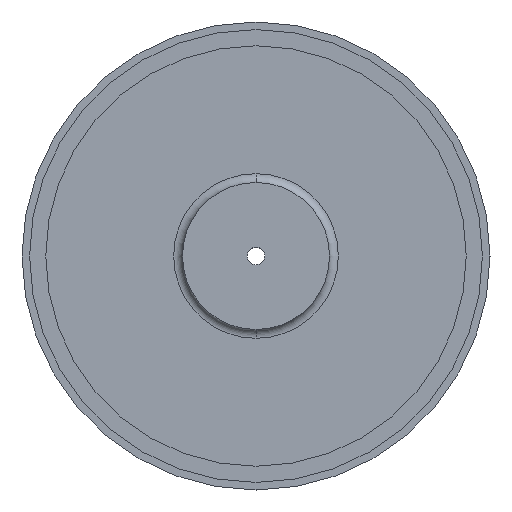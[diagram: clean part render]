
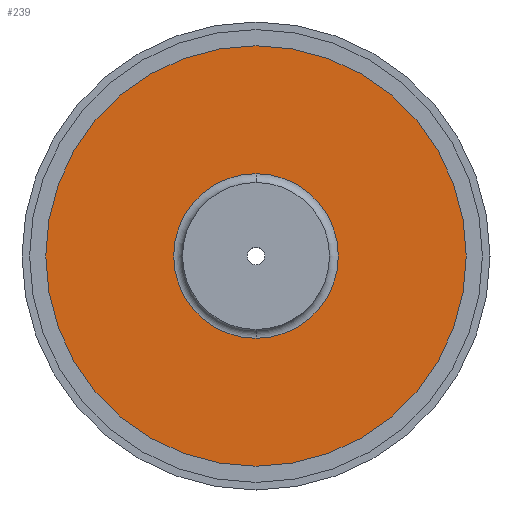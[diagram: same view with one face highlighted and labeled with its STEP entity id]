
A CAD part, front view. The second image highlights one B-rep face of the part: STEP entity #239.
In plain terms, the highlighted planar face has unit normal (0, -1, 0).
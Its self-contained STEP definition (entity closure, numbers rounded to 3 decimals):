
#5 = CARTESIAN_POINT ( 'NONE',  ( 0., 12.5, 0. ) ) ;
#8 = AXIS2_PLACEMENT_3D ( 'NONE', #197, #683, #339 ) ;
#14 = CARTESIAN_POINT ( 'NONE',  ( 0., 12.5, 0. ) ) ;
#157 = ORIENTED_EDGE ( 'NONE', *, *, #333, .T. ) ;
#194 = EDGE_CURVE ( 'NONE', #839, #686, #669, .T. ) ;
#197 = CARTESIAN_POINT ( 'NONE',  ( 0., 12.5, 0. ) ) ;
#224 = VERTEX_POINT ( 'NONE', #831 ) ;
#231 = CARTESIAN_POINT ( 'NONE',  ( 0., 12.5, -28. ) ) ;
#239 = ADVANCED_FACE ( 'NONE', ( #699, #768 ), #499, .T. ) ;
#266 = CARTESIAN_POINT ( 'NONE',  ( 0., 12.5, 0. ) ) ;
#287 = CIRCLE ( 'NONE', #302, 71.5 ) ;
#302 = AXIS2_PLACEMENT_3D ( 'NONE', #14, #860, #721 ) ;
#333 = EDGE_CURVE ( 'NONE', #406, #224, #365, .T. ) ;
#337 = AXIS2_PLACEMENT_3D ( 'NONE', #5, #413, #488 ) ;
#339 = DIRECTION ( 'NONE',  ( 0., 0., -1. ) ) ;
#358 = CARTESIAN_POINT ( 'NONE',  ( 28., 12.5, 0. ) ) ;
#365 = CIRCLE ( 'NONE', #337, 71.5 ) ;
#402 = ORIENTED_EDGE ( 'NONE', *, *, #870, .T. ) ;
#405 = DIRECTION ( 'NONE',  ( 0., -1., 0. ) ) ;
#406 = VERTEX_POINT ( 'NONE', #516 ) ;
#413 = DIRECTION ( 'NONE',  ( 0., -1., 0. ) ) ;
#417 = DIRECTION ( 'NONE',  ( 0., 0., -1. ) ) ;
#469 = ORIENTED_EDGE ( 'NONE', *, *, #664, .F. ) ;
#488 = DIRECTION ( 'NONE',  ( 0., 0., -1. ) ) ;
#499 = PLANE ( 'NONE',  #879 ) ;
#514 = EDGE_LOOP ( 'NONE', ( #157, #402 ) ) ;
#516 = CARTESIAN_POINT ( 'NONE',  ( 0., 12.5, -71.5 ) ) ;
#569 = ORIENTED_EDGE ( 'NONE', *, *, #194, .F. ) ;
#624 = AXIS2_PLACEMENT_3D ( 'NONE', #266, #405, #824 ) ;
#664 = EDGE_CURVE ( 'NONE', #686, #839, #759, .T. ) ;
#669 = CIRCLE ( 'NONE', #624, 28. ) ;
#683 = DIRECTION ( 'NONE',  ( 0., -1., 0. ) ) ;
#686 = VERTEX_POINT ( 'NONE', #840 ) ;
#689 = DIRECTION ( 'NONE',  ( 0., -1., 0. ) ) ;
#699 = FACE_OUTER_BOUND ( 'NONE', #514, .T. ) ;
#721 = DIRECTION ( 'NONE',  ( 0., 0., -1. ) ) ;
#759 = CIRCLE ( 'NONE', #8, 28. ) ;
#768 = FACE_BOUND ( 'NONE', #784, .T. ) ;
#784 = EDGE_LOOP ( 'NONE', ( #569, #469 ) ) ;
#824 = DIRECTION ( 'NONE',  ( 0., 0., -1. ) ) ;
#831 = CARTESIAN_POINT ( 'NONE',  ( 0., 12.5, 71.5 ) ) ;
#839 = VERTEX_POINT ( 'NONE', #231 ) ;
#840 = CARTESIAN_POINT ( 'NONE',  ( 0., 12.5, 28. ) ) ;
#860 = DIRECTION ( 'NONE',  ( 0., -1., 0. ) ) ;
#870 = EDGE_CURVE ( 'NONE', #224, #406, #287, .T. ) ;
#879 = AXIS2_PLACEMENT_3D ( 'NONE', #358, #689, #417 ) ;
